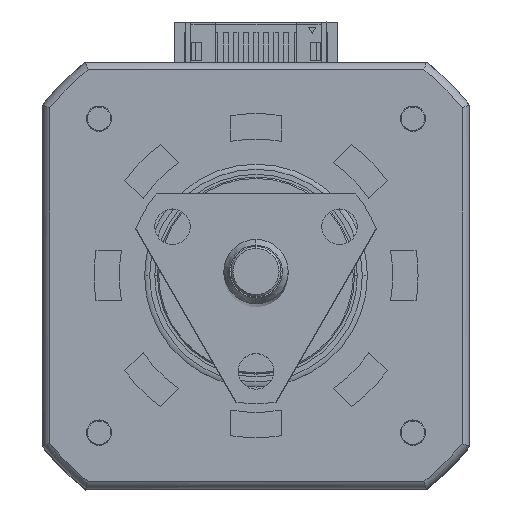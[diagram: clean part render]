
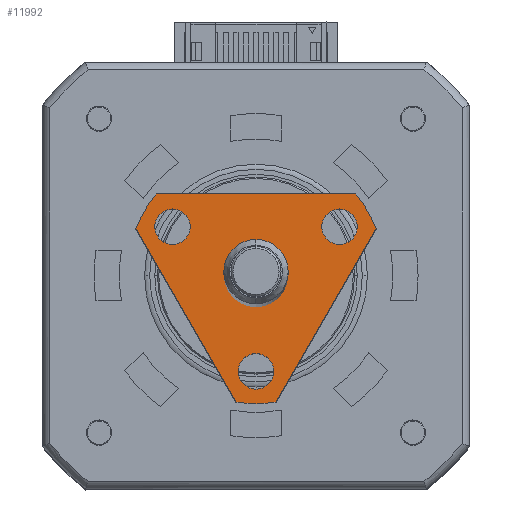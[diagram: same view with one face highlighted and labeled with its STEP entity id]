
A CAD part, top view. The second image highlights one B-rep face of the part: STEP entity #11992.
In plain terms, the highlighted planar face has unit normal (0, 0, 1).
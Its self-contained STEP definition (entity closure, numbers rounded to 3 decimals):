
#85 = ORIENTED_EDGE ( 'NONE', *, *, #5722, .F. ) ;
#120 = AXIS2_PLACEMENT_3D ( 'NONE', #28816, #12320, #20633 ) ;
#203 = DIRECTION ( 'NONE',  ( -1., 0., 0. ) ) ;
#1402 = AXIS2_PLACEMENT_3D ( 'NONE', #26668, #7138, #1588 ) ;
#1588 = DIRECTION ( 'NONE',  ( -1., 0., 0. ) ) ;
#1702 = CARTESIAN_POINT ( 'NONE',  ( -6.512, 8.249, 34. ) ) ;
#2347 = AXIS2_PLACEMENT_3D ( 'NONE', #32504, #29948, #30188 ) ;
#2467 = VERTEX_POINT ( 'NONE', #25851 ) ;
#2570 = DIRECTION ( 'NONE',  ( 0., 0., -1. ) ) ;
#2594 = CARTESIAN_POINT ( 'NONE',  ( -4.542, 11.86, 34. ) ) ;
#2759 = VERTEX_POINT ( 'NONE', #10688 ) ;
#3326 = ORIENTED_EDGE ( 'NONE', *, *, #9045, .F. ) ;
#3412 = CARTESIAN_POINT ( 'NONE',  ( 0., 0., 34. ) ) ;
#3769 = EDGE_CURVE ( 'NONE', #25198, #13201, #25753, .T. ) ;
#3870 = DIRECTION ( 'NONE',  ( -1., 0., 0. ) ) ;
#3950 = CARTESIAN_POINT ( 'NONE',  ( 0., 0., 34. ) ) ;
#4691 = CARTESIAN_POINT ( 'NONE',  ( 9.525, 0., 34. ) ) ;
#4701 = EDGE_LOOP ( 'NONE', ( #29340, #18050 ) ) ;
#5264 = FACE_BOUND ( 'NONE', #4701, .T. ) ;
#5411 = CARTESIAN_POINT ( 'NONE',  ( -8., 0., 34. ) ) ;
#5488 = ORIENTED_EDGE ( 'NONE', *, *, #25214, .F. ) ;
#5598 = CARTESIAN_POINT ( 'NONE',  ( 11.275, 0., 34. ) ) ;
#5722 = EDGE_CURVE ( 'NONE', #2759, #32799, #9022, .T. ) ;
#5861 = CARTESIAN_POINT ( 'NONE',  ( 7.775, 0., 34. ) ) ;
#5874 = ORIENTED_EDGE ( 'NONE', *, *, #14405, .F. ) ;
#5927 = DIRECTION ( 'NONE',  ( -1., 0., 0. ) ) ;
#5981 = CARTESIAN_POINT ( 'NONE',  ( -4.542, -11.86, 34. ) ) ;
#6376 = DIRECTION ( 'NONE',  ( 0., 0., -1. ) ) ;
#6413 = CIRCLE ( 'NONE', #25946, 12.7 ) ;
#6431 = LINE ( 'NONE', #30769, #8177 ) ;
#6467 = CIRCLE ( 'NONE', #2347, 3. ) ;
#7138 = DIRECTION ( 'NONE',  ( 0., 0., 1. ) ) ;
#7323 = EDGE_CURVE ( 'NONE', #32799, #2759, #8097, .T. ) ;
#7528 = DIRECTION ( 'NONE',  ( 0., 0., 1. ) ) ;
#7641 = DIRECTION ( 'NONE',  ( 0., 0., 1. ) ) ;
#8031 = CIRCLE ( 'NONE', #120, 12.7 ) ;
#8097 = CIRCLE ( 'NONE', #16989, 1.75 ) ;
#8177 = VECTOR ( 'NONE', #24703, 1000. ) ;
#8277 = DIRECTION ( 'NONE',  ( 0.866, -0.5, 0. ) ) ;
#8449 = VERTEX_POINT ( 'NONE', #5981 ) ;
#8606 = AXIS2_PLACEMENT_3D ( 'NONE', #4691, #7528, #35702 ) ;
#8807 = DIRECTION ( 'NONE',  ( 1., 0., 0. ) ) ;
#8884 = CIRCLE ( 'NONE', #1402, 1.75 ) ;
#9022 = CIRCLE ( 'NONE', #26041, 1.75 ) ;
#9045 = EDGE_CURVE ( 'NONE', #2467, #21537, #12815, .T. ) ;
#9428 = ORIENTED_EDGE ( 'NONE', *, *, #3769, .F. ) ;
#9621 = ORIENTED_EDGE ( 'NONE', *, *, #27779, .F. ) ;
#10478 = CARTESIAN_POINT ( 'NONE',  ( -8., 9.864, 34. ) ) ;
#10688 = CARTESIAN_POINT ( 'NONE',  ( -6.512, -8.249, 34. ) ) ;
#10789 = CARTESIAN_POINT ( 'NONE',  ( 12.542, 1.996, 34. ) ) ;
#10840 = ORIENTED_EDGE ( 'NONE', *, *, #13535, .F. ) ;
#11020 = PLANE ( 'NONE',  #24297 ) ;
#11734 = LINE ( 'NONE', #5411, #32725 ) ;
#11992 = ADVANCED_FACE ( 'NONE', ( #13578, #26704, #5264, #19684, #20549 ), #11020, .F. ) ;
#12182 = VERTEX_POINT ( 'NONE', #5861 ) ;
#12320 = DIRECTION ( 'NONE',  ( 0., 0., -1. ) ) ;
#12815 = CIRCLE ( 'NONE', #19188, 12.7 ) ;
#12864 = ORIENTED_EDGE ( 'NONE', *, *, #32572, .F. ) ;
#13201 = VERTEX_POINT ( 'NONE', #1702 ) ;
#13264 = EDGE_CURVE ( 'NONE', #23255, #24975, #6467, .T. ) ;
#13535 = EDGE_CURVE ( 'NONE', #21537, #8449, #6431, .T. ) ;
#13578 = FACE_BOUND ( 'NONE', #14662, .T. ) ;
#13847 = DIRECTION ( 'NONE',  ( 0., 1., 0. ) ) ;
#13974 = CIRCLE ( 'NONE', #23502, 3. ) ;
#14203 = ORIENTED_EDGE ( 'NONE', *, *, #32968, .F. ) ;
#14280 = DIRECTION ( 'NONE',  ( 0., 0., 1. ) ) ;
#14405 = EDGE_CURVE ( 'NONE', #29080, #25639, #21683, .T. ) ;
#14421 = EDGE_LOOP ( 'NONE', ( #5488, #9428 ) ) ;
#14662 = EDGE_LOOP ( 'NONE', ( #31544, #33099 ) ) ;
#14771 = CARTESIAN_POINT ( 'NONE',  ( -4.762, -8.249, 34. ) ) ;
#15896 = VERTEX_POINT ( 'NONE', #10789 ) ;
#16989 = AXIS2_PLACEMENT_3D ( 'NONE', #20608, #34988, #3870 ) ;
#17535 = DIRECTION ( 'NONE',  ( 1., 0., 0. ) ) ;
#17950 = EDGE_LOOP ( 'NONE', ( #85, #34729 ) ) ;
#18050 = ORIENTED_EDGE ( 'NONE', *, *, #35307, .F. ) ;
#18770 = AXIS2_PLACEMENT_3D ( 'NONE', #3412, #6376, #8807 ) ;
#18916 = CARTESIAN_POINT ( 'NONE',  ( -3.012, -8.249, 34. ) ) ;
#19188 = AXIS2_PLACEMENT_3D ( 'NONE', #22523, #2570, #25334 ) ;
#19302 = CARTESIAN_POINT ( 'NONE',  ( -3., 0., 34. ) ) ;
#19482 = VERTEX_POINT ( 'NONE', #23663 ) ;
#19684 = FACE_BOUND ( 'NONE', #14421, .T. ) ;
#20318 = EDGE_CURVE ( 'NONE', #12182, #25193, #8884, .T. ) ;
#20549 = FACE_OUTER_BOUND ( 'NONE', #23646, .T. ) ;
#20608 = CARTESIAN_POINT ( 'NONE',  ( -4.762, -8.249, 34. ) ) ;
#20633 = DIRECTION ( 'NONE',  ( 1., 0., 0. ) ) ;
#21503 = EDGE_CURVE ( 'NONE', #24975, #23255, #13974, .T. ) ;
#21537 = VERTEX_POINT ( 'NONE', #32903 ) ;
#21683 = CIRCLE ( 'NONE', #18770, 12.7 ) ;
#21688 = DIRECTION ( 'NONE',  ( 1., 0., 0. ) ) ;
#21976 = LINE ( 'NONE', #30867, #25053 ) ;
#22460 = CARTESIAN_POINT ( 'NONE',  ( -3.012, 8.249, 34. ) ) ;
#22523 = CARTESIAN_POINT ( 'NONE',  ( 0., 0., 34. ) ) ;
#22955 = DIRECTION ( 'NONE',  ( 0., 0., 1. ) ) ;
#23255 = VERTEX_POINT ( 'NONE', #35513 ) ;
#23502 = AXIS2_PLACEMENT_3D ( 'NONE', #3950, #7641, #21688 ) ;
#23646 = EDGE_LOOP ( 'NONE', ( #14203, #5874, #9621, #29938, #10840, #3326, #12864 ) ) ;
#23663 = CARTESIAN_POINT ( 'NONE',  ( -8., -9.864, 34. ) ) ;
#24297 = AXIS2_PLACEMENT_3D ( 'NONE', #30546, #36134, #30193 ) ;
#24703 = DIRECTION ( 'NONE',  ( -0.866, -0.5, 0. ) ) ;
#24718 = AXIS2_PLACEMENT_3D ( 'NONE', #28426, #14280, #33554 ) ;
#24975 = VERTEX_POINT ( 'NONE', #19302 ) ;
#25053 = VECTOR ( 'NONE', #8277, 1000. ) ;
#25193 = VERTEX_POINT ( 'NONE', #5598 ) ;
#25198 = VERTEX_POINT ( 'NONE', #22460 ) ;
#25214 = EDGE_CURVE ( 'NONE', #13201, #25198, #28378, .T. ) ;
#25334 = DIRECTION ( 'NONE',  ( 1., 0., 0. ) ) ;
#25639 = VERTEX_POINT ( 'NONE', #2594 ) ;
#25753 = CIRCLE ( 'NONE', #33130, 1.75 ) ;
#25851 = CARTESIAN_POINT ( 'NONE',  ( 12.7, 0., 34. ) ) ;
#25881 = CIRCLE ( 'NONE', #8606, 1.75 ) ;
#25946 = AXIS2_PLACEMENT_3D ( 'NONE', #31343, #26110, #17535 ) ;
#26041 = AXIS2_PLACEMENT_3D ( 'NONE', #14771, #22955, #203 ) ;
#26110 = DIRECTION ( 'NONE',  ( 0., 0., -1. ) ) ;
#26668 = CARTESIAN_POINT ( 'NONE',  ( 9.525, 0., 34. ) ) ;
#26704 = FACE_BOUND ( 'NONE', #17950, .T. ) ;
#27779 = EDGE_CURVE ( 'NONE', #19482, #29080, #11734, .T. ) ;
#28378 = CIRCLE ( 'NONE', #24718, 1.75 ) ;
#28426 = CARTESIAN_POINT ( 'NONE',  ( -4.762, 8.249, 34. ) ) ;
#28816 = CARTESIAN_POINT ( 'NONE',  ( 0., 0., 34. ) ) ;
#29080 = VERTEX_POINT ( 'NONE', #10478 ) ;
#29340 = ORIENTED_EDGE ( 'NONE', *, *, #20318, .F. ) ;
#29938 = ORIENTED_EDGE ( 'NONE', *, *, #34960, .F. ) ;
#29948 = DIRECTION ( 'NONE',  ( 0., 0., 1. ) ) ;
#30188 = DIRECTION ( 'NONE',  ( 1., 0., 0. ) ) ;
#30193 = DIRECTION ( 'NONE',  ( -1., 0., 0. ) ) ;
#30546 = CARTESIAN_POINT ( 'NONE',  ( 0., 0., 34. ) ) ;
#30769 = CARTESIAN_POINT ( 'NONE',  ( 12.542, -1.996, 34. ) ) ;
#30867 = CARTESIAN_POINT ( 'NONE',  ( -4.542, 11.86, 34. ) ) ;
#31084 = DIRECTION ( 'NONE',  ( 0., 0., 1. ) ) ;
#31343 = CARTESIAN_POINT ( 'NONE',  ( 0., 0., 34. ) ) ;
#31544 = ORIENTED_EDGE ( 'NONE', *, *, #13264, .F. ) ;
#32504 = CARTESIAN_POINT ( 'NONE',  ( 0., 0., 34. ) ) ;
#32572 = EDGE_CURVE ( 'NONE', #15896, #2467, #8031, .T. ) ;
#32725 = VECTOR ( 'NONE', #13847, 1000. ) ;
#32799 = VERTEX_POINT ( 'NONE', #18916 ) ;
#32903 = CARTESIAN_POINT ( 'NONE',  ( 12.542, -1.996, 34. ) ) ;
#32968 = EDGE_CURVE ( 'NONE', #25639, #15896, #21976, .T. ) ;
#33099 = ORIENTED_EDGE ( 'NONE', *, *, #21503, .F. ) ;
#33130 = AXIS2_PLACEMENT_3D ( 'NONE', #33643, #31084, #5927 ) ;
#33554 = DIRECTION ( 'NONE',  ( -1., 0., 0. ) ) ;
#33643 = CARTESIAN_POINT ( 'NONE',  ( -4.762, 8.249, 34. ) ) ;
#34729 = ORIENTED_EDGE ( 'NONE', *, *, #7323, .F. ) ;
#34960 = EDGE_CURVE ( 'NONE', #8449, #19482, #6413, .T. ) ;
#34988 = DIRECTION ( 'NONE',  ( 0., 0., 1. ) ) ;
#35307 = EDGE_CURVE ( 'NONE', #25193, #12182, #25881, .T. ) ;
#35513 = CARTESIAN_POINT ( 'NONE',  ( 3., 0., 34. ) ) ;
#35702 = DIRECTION ( 'NONE',  ( -1., 0., 0. ) ) ;
#36134 = DIRECTION ( 'NONE',  ( 0., 0., -1. ) ) ;
